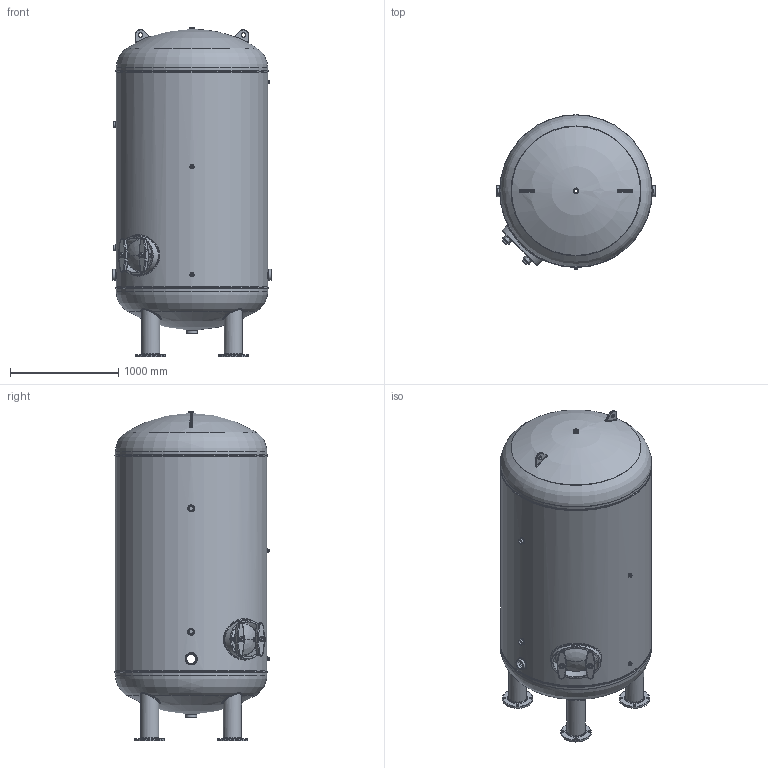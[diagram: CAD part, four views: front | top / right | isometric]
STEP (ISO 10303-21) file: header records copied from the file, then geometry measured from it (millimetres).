
FILE_DESCRIPTION(('HOOPS Exchange Step'),'2;1');
FILE_NAME('BE04_4000L.stp','2025-07-14T08:57:16+02:00',('nieru'),('Unknown organisation'),'HOOPS Exchange 2024.2','HOOPS Exchange','Unknown authorisation');
FILE_SCHEMA( ('AP203_CONFIGURATION_CONTROLLED_3D_DESIGN_OF_MECHANICAL_PARTS_AND_ASSEMBLIES_MIM_LF') );
Length unit declared in the file: millimetre
Products named in the file (2): 0; root
Assembly tree (1 placements, depth 2):
  root
    0
Bounding box: 1470 x 1424.03 x 3049.12 mm (x, y, z)
Volume: 127386157.8 mm3; surface area: 29122594.1 mm2
Topology: 6 solids, 6 shells, 478 faces, 1280 edges, 829 vertices
Faces by surface type: bspline 195, cylinder 92, cone 70, plane 59, torus 54, sphere 8
Full cylindrical faces by diameter (mm): 18.631 x3, 23 x16, 26.631 x3, 28 x4, 30.291 x1, 38.952 x2, 40 x2, 40.291 x1, 50.952 x2, 84.9 x3, 100.9 x3, 140 x4, 157.1 x4, 168.3 x4, 280 x4, 1384 x1, 1400 x3, 1408.051 x2
Entity records: 184704 total; most frequent: CARTESIAN_POINT 174222, ORIENTED_EDGE 2556, DIRECTION 1569, EDGE_CURVE 1278, VERTEX_POINT 829, AXIS2_PLACEMENT_3D 694, B_SPLINE_CURVE_WITH_KNOTS 687, EDGE_LOOP 553
